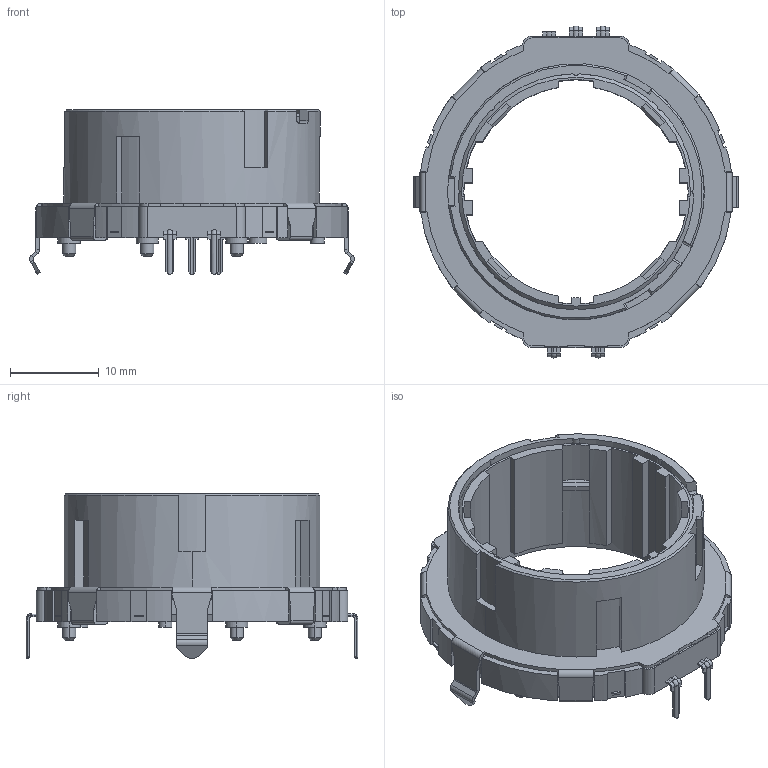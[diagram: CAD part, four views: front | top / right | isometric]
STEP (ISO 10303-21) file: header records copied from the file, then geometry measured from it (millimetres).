
FILE_DESCRIPTION (( 'STEP AP214' ), '1' );
FILE_NAME ('EC35AH(h15-30P).STEP', '2015-03-19T09:19:42', ( '' ), ( '' ), 'SwSTEP 2.0', 'SolidWorks 2014', '' );
FILE_SCHEMA (( 'AUTOMOTIVE_DESIGN' ));
Length unit declared in the file: millimetre
Products named in the file (1): EC35AH(h15-30P)
Bounding box: 36.5 x 37.3 x 18.5 mm (x, y, z)
Volume: 3706.5 mm3; surface area: 4156.4 mm2
Topology: 1 solids, 1 shells, 662 faces, 1771 edges, 1123 vertices
Faces by surface type: plane 450, cylinder 184, cone 12, bspline 8, torus 8
Entity records: 28032 total; most frequent: CARTESIAN_POINT 4151, ORIENTED_EDGE 3542, DIRECTION 3382, EDGE_CURVE 1771, LINE 1290, VECTOR 1290, VERTEX_POINT 1123, AXIS2_PLACEMENT_3D 1046
